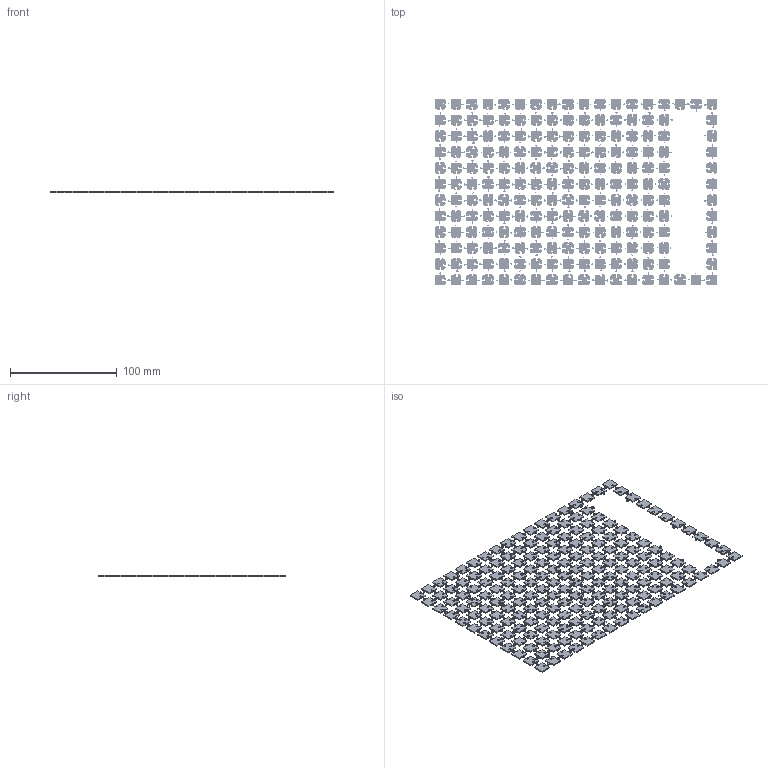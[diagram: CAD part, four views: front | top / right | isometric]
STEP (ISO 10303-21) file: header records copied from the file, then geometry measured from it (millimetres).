
FILE_DESCRIPTION(('HOOPS Exchange Step'),'2;1');
FILE_NAME('temp_export','2024-08-08T14:58:14+08:00',('sharma21'),('Shapr3D Limited'),'HOOPS Exchange 2024.2','Shapr3D','Authorized');
FILE_SCHEMA( ('AUTOMOTIVE_DESIGN { 1 0 10303 214 1 1 1 1 }') );
Length unit declared in the file: millimetre
Products named in the file (1): root
Bounding box: 265 x 175 x 1 mm (x, y, z)
Volume: 19781.3 mm3; surface area: 50928.2 mm2
Topology: 196 solids, 196 shells, 1176 faces, 2352 edges, 1568 vertices
Faces by surface type: bspline 724, plane 452
Entity records: 42841 total; most frequent: CARTESIAN_POINT 23381, ORIENTED_EDGE 4704, EDGE_CURVE 2352, DIRECTION 1810, VERTEX_POINT 1568, B_SPLINE_CURVE_WITH_KNOTS 1448, EDGE_LOOP 1176, FACE_BOUND 1176
